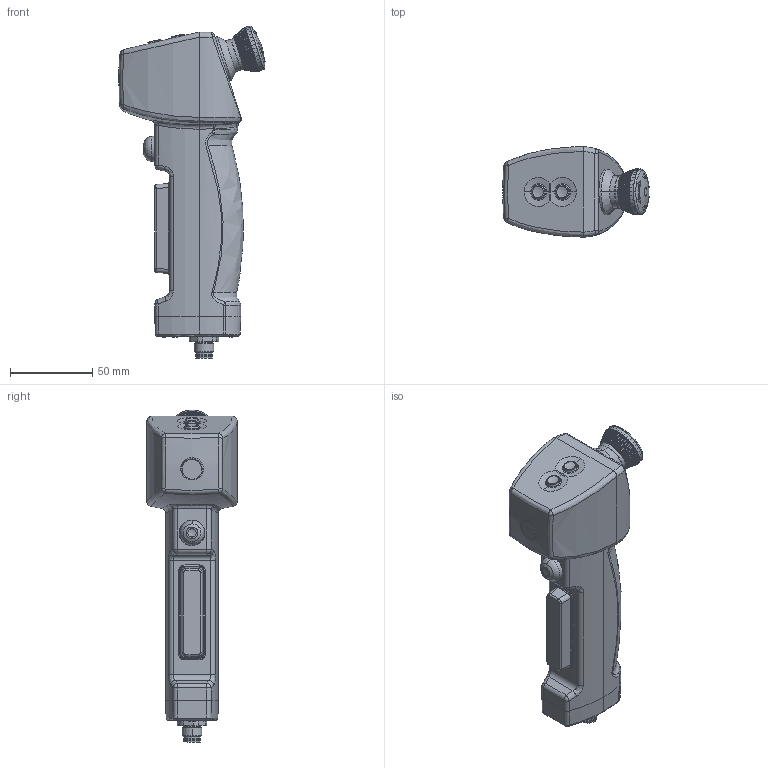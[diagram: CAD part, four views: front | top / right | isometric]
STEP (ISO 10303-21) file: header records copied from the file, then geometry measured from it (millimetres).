
FILE_DESCRIPTION (( 'STEP AP203' ), '1' );
FILE_NAME ('3-Pos. enabling device HD5-B-101_Step.STEP', '2020-05-25T09:48:33', ( '' ), ( '' ), 'SwSTEP 2.0', 'SolidWorks 2016', '' );
FILE_SCHEMA (( 'CONFIG_CONTROL_DESIGN' ));
Products named in the file (1): 3-Pos. enabling device HD5-B-101_Step
Bounding box: 89.21 x 55.01 x 202.39 mm (x, y, z)
Volume: 347885 mm3; surface area: 40816.5 mm2
Topology: 2 solids, 3 shells, 1220 faces, 3077 edges, 1890 vertices
Faces by surface type: bspline 389, plane 373, cylinder 234, cone 149, torus 56, sphere 19
Entity records: 59548 total; most frequent: CARTESIAN_POINT 34554, ORIENTED_EDGE 6152, DIRECTION 3909, EDGE_CURVE 3076, VERTEX_POINT 1890, AXIS2_PLACEMENT_3D 1611, B_SPLINE_CURVE_WITH_KNOTS 1551, EDGE_LOOP 1250
